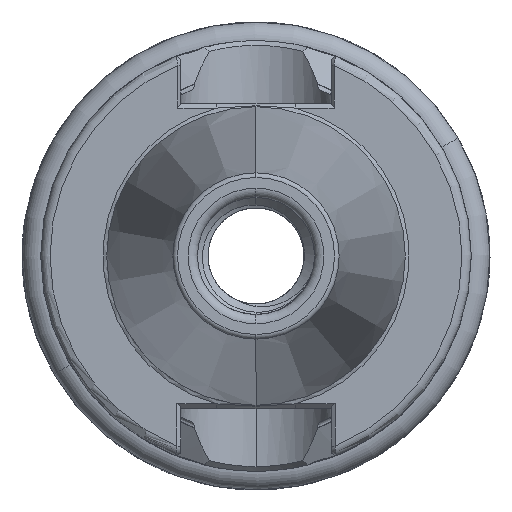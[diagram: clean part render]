
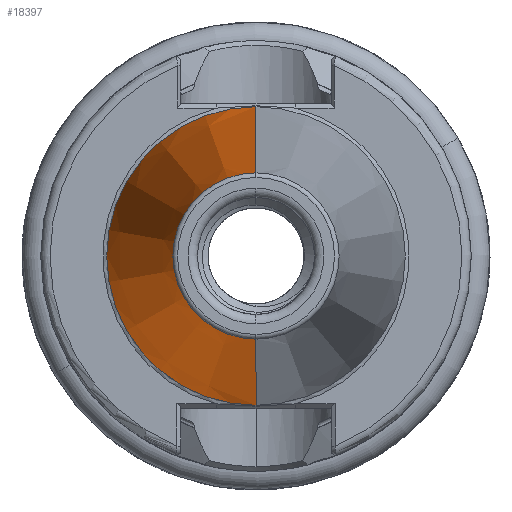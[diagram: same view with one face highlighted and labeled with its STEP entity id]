
A CAD part, left-side view. The second image highlights one B-rep face of the part: STEP entity #18397.
In plain terms, the highlighted conical face has half-angle 8.297 degrees and reference radius 15.948 mm.
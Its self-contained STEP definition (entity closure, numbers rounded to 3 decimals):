
#201 = CIRCLE ( 'NONE', #4798, 15.948 ) ;
#205 = CIRCLE ( 'NONE', #4806, 8.879 ) ;
#227 = LINE ( 'NONE', #16260, #244 ) ;
#243 = VECTOR ( 'NONE', #15680, 1000. ) ;
#244 = VECTOR ( 'NONE', #16267, 1000. ) ;
#246 = LINE ( 'NONE', #15655, #243 ) ;
#1322 = CARTESIAN_POINT ( 'NONE',  ( -49.972, 0., 8.879 ) ) ;
#1343 = CARTESIAN_POINT ( 'NONE',  ( -49.972, 0., -8.879 ) ) ;
#1376 = CARTESIAN_POINT ( 'NONE',  ( -1.5, 0., -15.948 ) ) ;
#1398 = CARTESIAN_POINT ( 'NONE',  ( -1.5, 0., 15.948 ) ) ;
#2064 = FACE_OUTER_BOUND ( 'NONE', #11248, .T. ) ;
#2086 = CONICAL_SURFACE ( 'NONE', #4484, 15.948, 0.145 ) ;
#4484 = AXIS2_PLACEMENT_3D ( 'NONE', #16513, #16471, #16521 ) ;
#4542 = EDGE_CURVE ( 'NONE', #22173, #22170, #201, .T. ) ;
#4555 = EDGE_CURVE ( 'NONE', #22155, #22136, #205, .T. ) ;
#4572 = EDGE_CURVE ( 'NONE', #22155, #22173, #246, .T. ) ;
#4608 = EDGE_CURVE ( 'NONE', #22136, #22170, #227, .T. ) ;
#4798 = AXIS2_PLACEMENT_3D ( 'NONE', #15416, #15369, #15386 ) ;
#4806 = AXIS2_PLACEMENT_3D ( 'NONE', #15492, #15470, #15484 ) ;
#11248 = EDGE_LOOP ( 'NONE', ( #22103, #22087, #22098, #22116 ) ) ;
#15369 = DIRECTION ( 'NONE',  ( 1., 0., 0. ) ) ;
#15386 = DIRECTION ( 'NONE',  ( 0., 0., -1. ) ) ;
#15416 = CARTESIAN_POINT ( 'NONE',  ( -1.5, 0., 0. ) ) ;
#15470 = DIRECTION ( 'NONE',  ( 1., 0., 0. ) ) ;
#15484 = DIRECTION ( 'NONE',  ( 0., 0., -1. ) ) ;
#15492 = CARTESIAN_POINT ( 'NONE',  ( -49.972, 0., 0. ) ) ;
#15655 = CARTESIAN_POINT ( 'NONE',  ( -1.5, 0., -15.948 ) ) ;
#15680 = DIRECTION ( 'NONE',  ( 0.99, 0., -0.144 ) ) ;
#16260 = CARTESIAN_POINT ( 'NONE',  ( -1.5, 0., 15.948 ) ) ;
#16267 = DIRECTION ( 'NONE',  ( 0.99, 0., 0.144 ) ) ;
#16471 = DIRECTION ( 'NONE',  ( 1., 0., 0. ) ) ;
#16513 = CARTESIAN_POINT ( 'NONE',  ( -1.5, 0., 0. ) ) ;
#16521 = DIRECTION ( 'NONE',  ( 0., 0., -1. ) ) ;
#18397 = ADVANCED_FACE ( 'NONE', ( #2064 ), #2086, .T. ) ;
#22087 = ORIENTED_EDGE ( 'NONE', *, *, #4608, .T. ) ;
#22098 = ORIENTED_EDGE ( 'NONE', *, *, #4542, .F. ) ;
#22103 = ORIENTED_EDGE ( 'NONE', *, *, #4555, .T. ) ;
#22116 = ORIENTED_EDGE ( 'NONE', *, *, #4572, .F. ) ;
#22136 = VERTEX_POINT ( 'NONE', #1322 ) ;
#22155 = VERTEX_POINT ( 'NONE', #1343 ) ;
#22170 = VERTEX_POINT ( 'NONE', #1398 ) ;
#22173 = VERTEX_POINT ( 'NONE', #1376 ) ;
